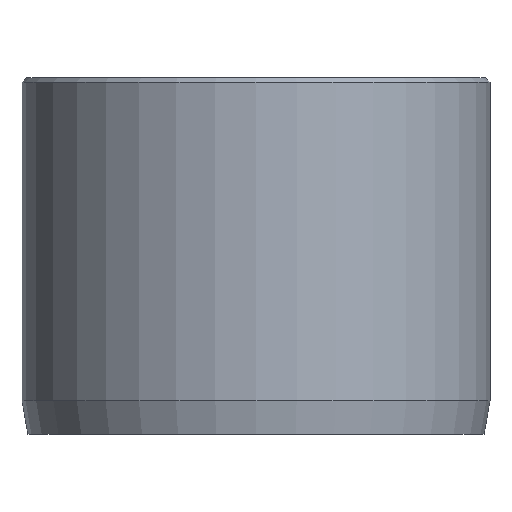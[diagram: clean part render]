
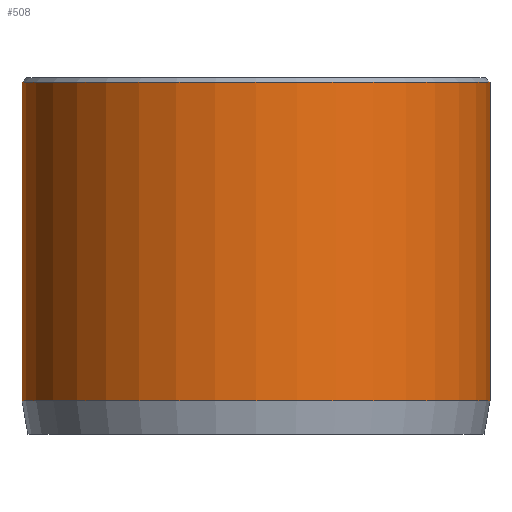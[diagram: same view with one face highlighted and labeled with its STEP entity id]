
A CAD part, front view. The second image highlights one B-rep face of the part: STEP entity #508.
In plain terms, the highlighted cylindrical face has radius 10.5 mm (diameter 21 mm), a partial arc.
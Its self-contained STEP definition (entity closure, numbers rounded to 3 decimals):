
#13 = EDGE_LOOP ( 'NONE', ( #991, #179, #102, #454 ) ) ;
#18 = DIRECTION ( 'NONE',  ( 1., 0., 0. ) ) ;
#59 = AXIS2_PLACEMENT_3D ( 'NONE', #1214, #638, #18 ) ;
#93 = LINE ( 'NONE', #984, #1096 ) ;
#100 = DIRECTION ( 'NONE',  ( -1., 0., 0. ) ) ;
#102 = ORIENTED_EDGE ( 'NONE', *, *, #854, .T. ) ;
#110 = FACE_OUTER_BOUND ( 'NONE', #13, .T. ) ;
#115 = VERTEX_POINT ( 'NONE', #1231 ) ;
#141 = CARTESIAN_POINT ( 'NONE',  ( 0., 0., 16. ) ) ;
#168 = DIRECTION ( 'NONE',  ( 0., 0., -1. ) ) ;
#179 = ORIENTED_EDGE ( 'NONE', *, *, #693, .T. ) ;
#209 = VERTEX_POINT ( 'NONE', #941 ) ;
#352 = LINE ( 'NONE', #967, #1108 ) ;
#357 = CYLINDRICAL_SURFACE ( 'NONE', #869, 10.5 ) ;
#369 = CARTESIAN_POINT ( 'NONE',  ( -10.5, 0., 1.5 ) ) ;
#402 = DIRECTION ( 'NONE',  ( 0., 0., -1. ) ) ;
#428 = DIRECTION ( 'NONE',  ( 1., 0., 0. ) ) ;
#429 = CARTESIAN_POINT ( 'NONE',  ( 10.5, 0., 15.8 ) ) ;
#433 = DIRECTION ( 'NONE',  ( 0., 0., -1. ) ) ;
#434 = VERTEX_POINT ( 'NONE', #429 ) ;
#445 = VERTEX_POINT ( 'NONE', #369 ) ;
#454 = ORIENTED_EDGE ( 'NONE', *, *, #1017, .T. ) ;
#496 = CARTESIAN_POINT ( 'NONE',  ( 0., 0., 15.8 ) ) ;
#508 = ADVANCED_FACE ( 'NONE', ( #110 ), #357, .T. ) ;
#638 = DIRECTION ( 'NONE',  ( 0., 0., 1. ) ) ;
#693 = EDGE_CURVE ( 'NONE', #434, #209, #1240, .T. ) ;
#854 = EDGE_CURVE ( 'NONE', #209, #445, #93, .T. ) ;
#869 = AXIS2_PLACEMENT_3D ( 'NONE', #141, #168, #100 ) ;
#922 = AXIS2_PLACEMENT_3D ( 'NONE', #496, #433, #428 ) ;
#941 = CARTESIAN_POINT ( 'NONE',  ( -10.5, 0., 15.8 ) ) ;
#967 = CARTESIAN_POINT ( 'NONE',  ( 10.5, 0., 16. ) ) ;
#984 = CARTESIAN_POINT ( 'NONE',  ( -10.5, 0., 16. ) ) ;
#991 = ORIENTED_EDGE ( 'NONE', *, *, #1156, .F. ) ;
#1004 = CIRCLE ( 'NONE', #59, 10.5 ) ;
#1017 = EDGE_CURVE ( 'NONE', #445, #115, #1004, .T. ) ;
#1063 = DIRECTION ( 'NONE',  ( 0., 0., -1. ) ) ;
#1096 = VECTOR ( 'NONE', #402, 1000. ) ;
#1108 = VECTOR ( 'NONE', #1063, 1000. ) ;
#1156 = EDGE_CURVE ( 'NONE', #434, #115, #352, .T. ) ;
#1214 = CARTESIAN_POINT ( 'NONE',  ( 0., 0., 1.5 ) ) ;
#1231 = CARTESIAN_POINT ( 'NONE',  ( 10.5, 0., 1.5 ) ) ;
#1240 = CIRCLE ( 'NONE', #922, 10.5 ) ;
